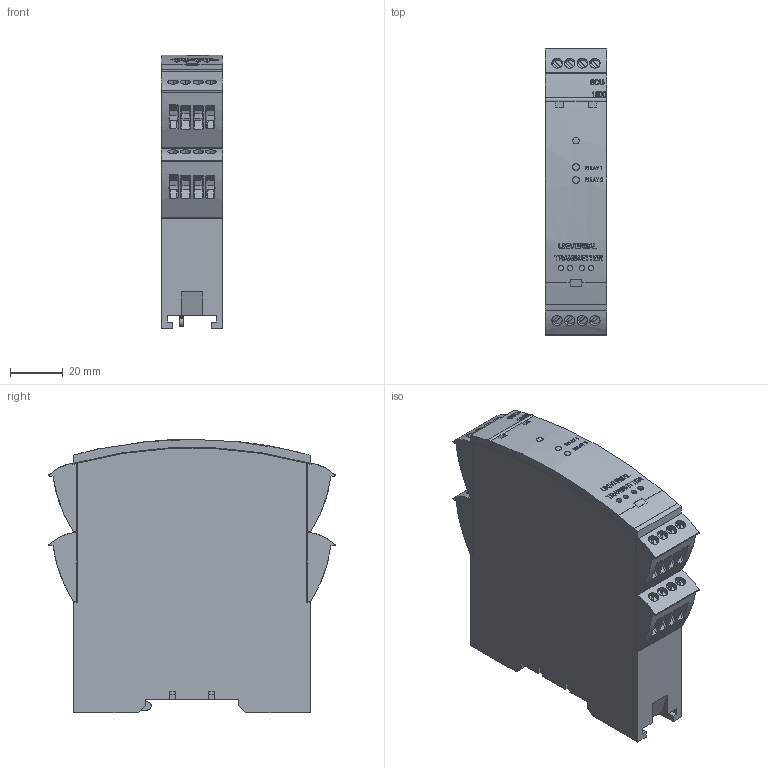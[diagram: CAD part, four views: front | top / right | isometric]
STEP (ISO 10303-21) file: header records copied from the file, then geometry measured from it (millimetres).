
FILE_DESCRIPTION (( 'STEP AP214' ), '1' );
FILE_NAME ('SCU-1600.STEP', '2019-04-22T16:18:25', ( '' ), ( '' ), 'SwSTEP 2.0', 'SolidWorks 2017', '' );
FILE_SCHEMA (( 'AUTOMOTIVE_DESIGN' ));
Length unit declared in the file: millimetre
Products named in the file (1): SCU-1600
Bounding box: 23.5 x 109 x 104 mm (x, y, z)
Volume: 216806.2 mm3; surface area: 32763.8 mm2
Topology: 1 solids, 1 shells, 1027 faces, 2786 edges, 1860 vertices
Faces by surface type: plane 618, bspline 208, cylinder 201
Entity records: 55028 total; most frequent: CARTESIAN_POINT 26584, ORIENTED_EDGE 5572, DIRECTION 3975, EDGE_CURVE 2786, VERTEX_POINT 1860, VECTOR 1483, LINE 1483, AXIS2_PLACEMENT_3D 1246
